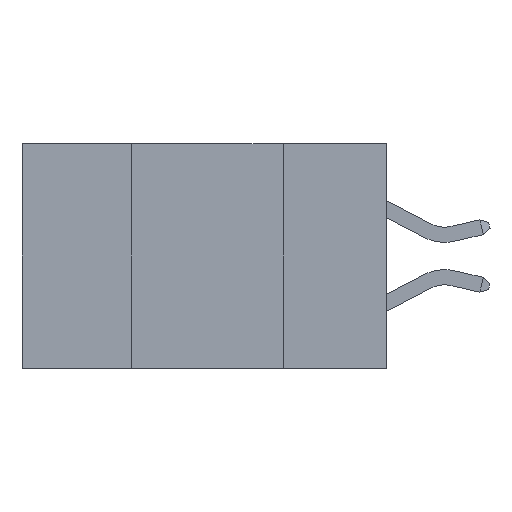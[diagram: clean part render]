
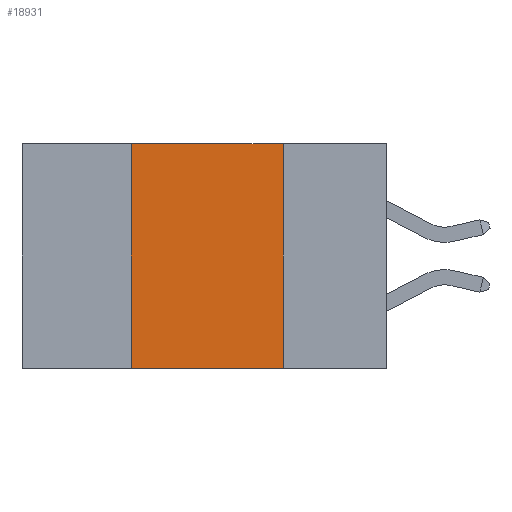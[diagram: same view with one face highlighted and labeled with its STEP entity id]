
A CAD part, left-side view. The second image highlights one B-rep face of the part: STEP entity #18931.
In plain terms, the highlighted planar face has unit normal (-1, 0, 0).
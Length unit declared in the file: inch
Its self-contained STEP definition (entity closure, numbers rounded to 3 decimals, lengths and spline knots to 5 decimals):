
#1600 = CARTESIAN_POINT ( 'NONE',  ( 0., 0.6, 0. ) ) ;
#1627 = DIRECTION ( 'NONE',  ( 0., 0., -1. ) ) ;
#3290 = LINE ( 'NONE', #26684, #14328 ) ;
#3723 = VERTEX_POINT ( 'NONE', #9055 ) ;
#3940 = DIRECTION ( 'NONE',  ( 1., 0., 0. ) ) ;
#4916 = ORIENTED_EDGE ( 'NONE', *, *, #28199, .T. ) ;
#4922 = CARTESIAN_POINT ( 'NONE',  ( 0., 0.17, 0. ) ) ;
#5646 = VECTOR ( 'NONE', #1627, 39.37008 ) ;
#5886 = CARTESIAN_POINT ( 'NONE',  ( 0., 0.17, -0.37 ) ) ;
#9055 = CARTESIAN_POINT ( 'NONE',  ( 0., 0.42, 0. ) ) ;
#9071 = CARTESIAN_POINT ( 'NONE',  ( 0., 0.17, 0. ) ) ;
#9251 = DIRECTION ( 'NONE',  ( 0., -1., 0. ) ) ;
#10930 = VERTEX_POINT ( 'NONE', #13622 ) ;
#10991 = EDGE_LOOP ( 'NONE', ( #26044, #30541, #16197, #4916 ) ) ;
#13152 = LINE ( 'NONE', #9071, #5646 ) ;
#13622 = CARTESIAN_POINT ( 'NONE',  ( 0., 0.42, -0.37 ) ) ;
#13746 = VECTOR ( 'NONE', #9251, 39.37008 ) ;
#13993 = PLANE ( 'NONE',  #19804 ) ;
#14328 = VECTOR ( 'NONE', #26776, 39.37008 ) ;
#14654 = VERTEX_POINT ( 'NONE', #5886 ) ;
#15379 = FACE_OUTER_BOUND ( 'NONE', #10991, .T. ) ;
#16197 = ORIENTED_EDGE ( 'NONE', *, *, #23523, .F. ) ;
#16791 = CARTESIAN_POINT ( 'NONE',  ( 0., 0.6, -0.37 ) ) ;
#18931 = ADVANCED_FACE ( 'NONE', ( #15379 ), #13993, .F. ) ;
#19012 = CARTESIAN_POINT ( 'NONE',  ( 0., 0.6, 0. ) ) ;
#19711 = EDGE_CURVE ( 'NONE', #3723, #21175, #24235, .T. ) ;
#19804 = AXIS2_PLACEMENT_3D ( 'NONE', #19012, #3940, #21485 ) ;
#21175 = VERTEX_POINT ( 'NONE', #4922 ) ;
#21485 = DIRECTION ( 'NONE',  ( 0., 0., -1. ) ) ;
#22269 = EDGE_CURVE ( 'NONE', #21175, #14654, #13152, .T. ) ;
#23523 = EDGE_CURVE ( 'NONE', #10930, #3723, #3290, .T. ) ;
#24235 = LINE ( 'NONE', #1600, #30700 ) ;
#26044 = ORIENTED_EDGE ( 'NONE', *, *, #22269, .F. ) ;
#26684 = CARTESIAN_POINT ( 'NONE',  ( 0., 0.42, 0. ) ) ;
#26776 = DIRECTION ( 'NONE',  ( 0., 0., 1. ) ) ;
#26916 = LINE ( 'NONE', #16791, #13746 ) ;
#28199 = EDGE_CURVE ( 'NONE', #10930, #14654, #26916, .T. ) ;
#28931 = DIRECTION ( 'NONE',  ( 0., -1., 0. ) ) ;
#30541 = ORIENTED_EDGE ( 'NONE', *, *, #19711, .F. ) ;
#30700 = VECTOR ( 'NONE', #28931, 39.37008 ) ;
